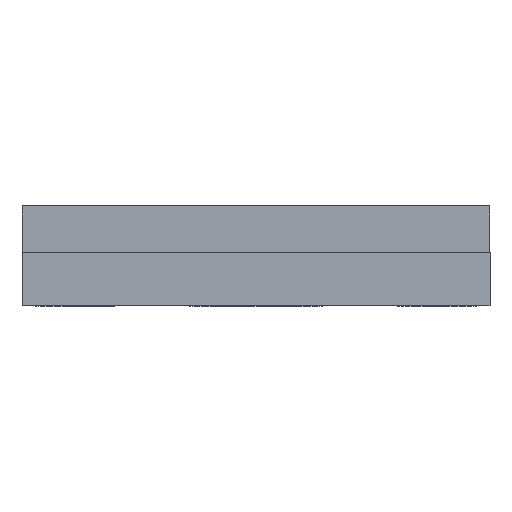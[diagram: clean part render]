
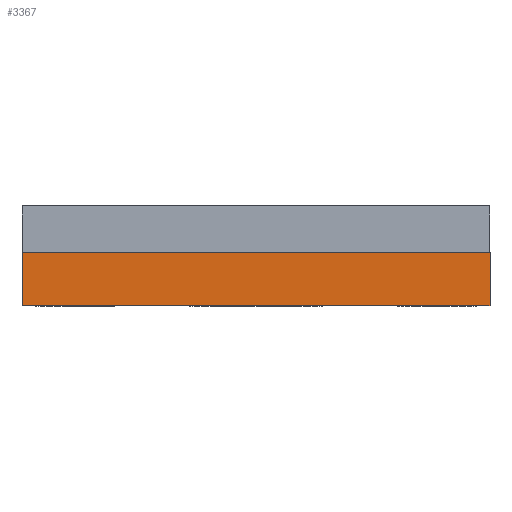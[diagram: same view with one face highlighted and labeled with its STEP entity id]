
A CAD part, front view. The second image highlights one B-rep face of the part: STEP entity #3367.
In plain terms, the highlighted planar face has unit normal (0, -1, 0).
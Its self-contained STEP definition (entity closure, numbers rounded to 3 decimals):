
#332 = AXIS2_PLACEMENT_3D ( 'NONE', #1580, #1267, #2426 ) ;
#344 = EDGE_CURVE ( 'NONE', #3237, #3216, #2063, .T. ) ;
#825 = CARTESIAN_POINT ( 'NONE',  ( -1.75, -1.75, -0.747 ) ) ;
#1012 = VECTOR ( 'NONE', #2623, 1000. ) ;
#1040 = LINE ( 'NONE', #3684, #2104 ) ;
#1080 = EDGE_CURVE ( 'NONE', #1738, #3099, #1040, .T. ) ;
#1093 = FACE_OUTER_BOUND ( 'NONE', #1804, .T. ) ;
#1233 = CARTESIAN_POINT ( 'NONE',  ( -1.75, -1.75, -0.35 ) ) ;
#1238 = LINE ( 'NONE', #2145, #3053 ) ;
#1267 = DIRECTION ( 'NONE',  ( 0., -1., 0. ) ) ;
#1311 = ORIENTED_EDGE ( 'NONE', *, *, #1080, .T. ) ;
#1319 = VECTOR ( 'NONE', #1384, 1000. ) ;
#1384 = DIRECTION ( 'NONE',  ( 1., 0., 0. ) ) ;
#1580 = CARTESIAN_POINT ( 'NONE',  ( -1.75, -1.75, -0.747 ) ) ;
#1738 = VERTEX_POINT ( 'NONE', #825 ) ;
#1776 = LINE ( 'NONE', #3521, #1012 ) ;
#1796 = CARTESIAN_POINT ( 'NONE',  ( 1.75, -1.75, -0.35 ) ) ;
#1804 = EDGE_LOOP ( 'NONE', ( #2856, #3373, #1311, #2031 ) ) ;
#2031 = ORIENTED_EDGE ( 'NONE', *, *, #2760, .T. ) ;
#2063 = LINE ( 'NONE', #3413, #1319 ) ;
#2104 = VECTOR ( 'NONE', #3185, 1000. ) ;
#2145 = CARTESIAN_POINT ( 'NONE',  ( -1.75, -1.75, -0.747 ) ) ;
#2189 = DIRECTION ( 'NONE',  ( 0., 0., 1. ) ) ;
#2342 = EDGE_CURVE ( 'NONE', #1738, #3237, #1238, .T. ) ;
#2426 = DIRECTION ( 'NONE',  ( 0., 0., -1. ) ) ;
#2623 = DIRECTION ( 'NONE',  ( 0., 0., 1. ) ) ;
#2760 = EDGE_CURVE ( 'NONE', #3099, #3216, #1776, .T. ) ;
#2856 = ORIENTED_EDGE ( 'NONE', *, *, #344, .F. ) ;
#2879 = CARTESIAN_POINT ( 'NONE',  ( 1.75, -1.75, -0.747 ) ) ;
#3021 = PLANE ( 'NONE',  #332 ) ;
#3053 = VECTOR ( 'NONE', #2189, 1000. ) ;
#3099 = VERTEX_POINT ( 'NONE', #2879 ) ;
#3185 = DIRECTION ( 'NONE',  ( 1., 0., 0. ) ) ;
#3216 = VERTEX_POINT ( 'NONE', #1796 ) ;
#3237 = VERTEX_POINT ( 'NONE', #1233 ) ;
#3367 = ADVANCED_FACE ( 'NONE', ( #1093 ), #3021, .T. ) ;
#3373 = ORIENTED_EDGE ( 'NONE', *, *, #2342, .F. ) ;
#3413 = CARTESIAN_POINT ( 'NONE',  ( -1.75, -1.75, -0.35 ) ) ;
#3521 = CARTESIAN_POINT ( 'NONE',  ( 1.75, -1.75, -0.747 ) ) ;
#3684 = CARTESIAN_POINT ( 'NONE',  ( -1.75, -1.75, -0.747 ) ) ;
